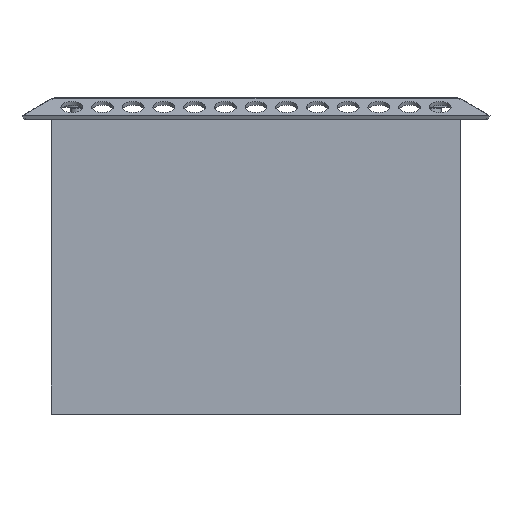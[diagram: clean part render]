
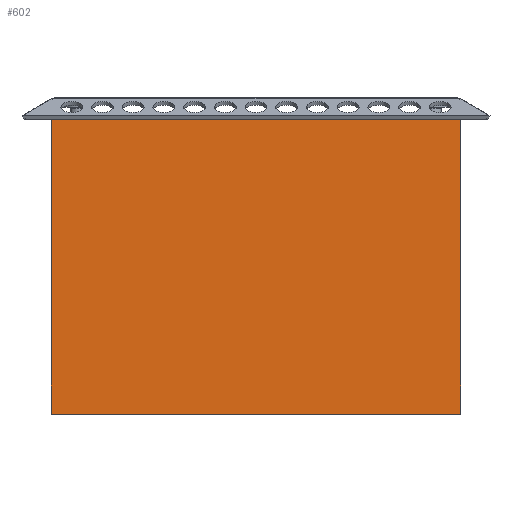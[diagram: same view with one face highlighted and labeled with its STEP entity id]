
A CAD part, left-side view. The second image highlights one B-rep face of the part: STEP entity #602.
In plain terms, the highlighted planar face has unit normal (-1, 0, 0).
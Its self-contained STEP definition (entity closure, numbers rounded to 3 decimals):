
#602=ADVANCED_FACE('',(#5971),#5973,.T.);
#5971=FACE_BOUND('',#5972,.T.);
#5972=EDGE_LOOP('',(#9912,#9913,#9914,#9915));
#5973=PLANE('',#5974);
#5974=AXIS2_PLACEMENT_3D('',#5975,#5976,#5977);
#5975=CARTESIAN_POINT('',(-75.,75.,0.));
#5976=DIRECTION('',(-1.,0.,0.));
#5977=DIRECTION('',(0.,-1.,0.));
#9912=ORIENTED_EDGE('',*,*,#11298,.T.);
#9913=ORIENTED_EDGE('',*,*,#11300,.T.);
#9914=ORIENTED_EDGE('',*,*,#11293,.F.);
#9915=ORIENTED_EDGE('',*,*,#11299,.F.);
#11293=EDGE_CURVE('',#12074,#12075,#12076,.T.);
#11298=EDGE_CURVE('',#12079,#12081,#12083,.T.);
#11299=EDGE_CURVE('',#12079,#12074,#12084,.T.);
#11300=EDGE_CURVE('',#12081,#12075,#12085,.T.);
#12074=VERTEX_POINT('',#16013);
#12075=VERTEX_POINT('',#16014);
#12076=LINE('',#16015,#16016);
#12079=VERTEX_POINT('',#16024);
#12081=VERTEX_POINT('',#16028);
#12083=LINE('',#16032,#16033);
#12084=LINE('',#16035,#16036);
#12085=LINE('',#16038,#16039);
#16013=CARTESIAN_POINT('',(-75.,75.,108.));
#16014=CARTESIAN_POINT('',(-75.,-75.,108.));
#16015=CARTESIAN_POINT('',(-75.,75.,108.));
#16016=VECTOR('',#16017,1.);
#16017=DIRECTION('',(0.,-1.,0.));
#16024=CARTESIAN_POINT('',(-75.,75.,0.));
#16028=CARTESIAN_POINT('',(-75.,-75.,0.));
#16032=CARTESIAN_POINT('',(-75.,75.,0.));
#16033=VECTOR('',#16034,1.);
#16034=DIRECTION('',(0.,-1.,0.));
#16035=CARTESIAN_POINT('',(-75.,75.,0.));
#16036=VECTOR('',#16037,1.);
#16037=DIRECTION('',(0.,0.,1.));
#16038=CARTESIAN_POINT('',(-75.,-75.,0.));
#16039=VECTOR('',#16040,1.);
#16040=DIRECTION('',(0.,0.,1.));
